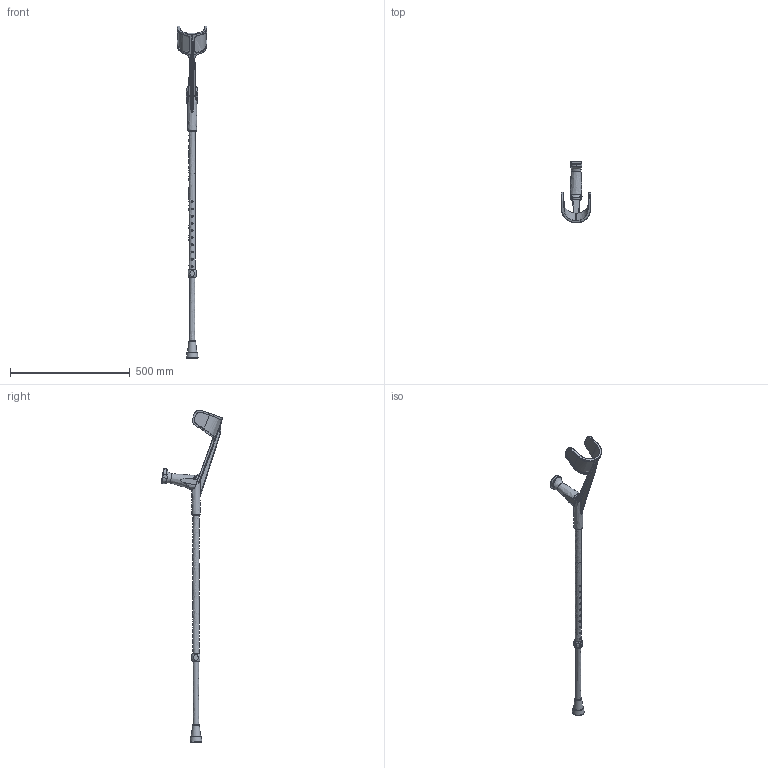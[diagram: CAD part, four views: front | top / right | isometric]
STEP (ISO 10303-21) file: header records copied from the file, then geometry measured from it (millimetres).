
FILE_DESCRIPTION(('FreeCAD Model'),'2;1');
FILE_NAME('Open CASCADE Shape Model','2025-04-25T23:58:15',('FreeCAD'),( 'FreeCAD'),'Open CASCADE STEP processor 7.6','FreeCAD','Unknown');
FILE_SCHEMA(('AUTOMOTIVE_DESIGN { 1 0 10303 214 1 1 1 1 }'));
Length unit declared in the file: millimetre
Products named in the file (1): Open CASCADE STEP translator 7.6 1
Bounding box: 123.07 x 256.97 x 1383.76 mm (x, y, z)
Volume: 1134188.2 mm3; surface area: 419426.8 mm2
Topology: 10 solids, 10 shells, 346 faces, 842 edges, 516 vertices
Faces by surface type: bspline 346
Entity records: 25208 total; most frequent: CARTESIAN_POINT 20423, ORIENTED_EDGE 1668, EDGE_CURVE 834, VERTEX_POINT 516, B_SPLINE_CURVE_WITH_KNOTS 513, FACE_BOUND 384, EDGE_LOOP 384, ADVANCED_FACE 346
